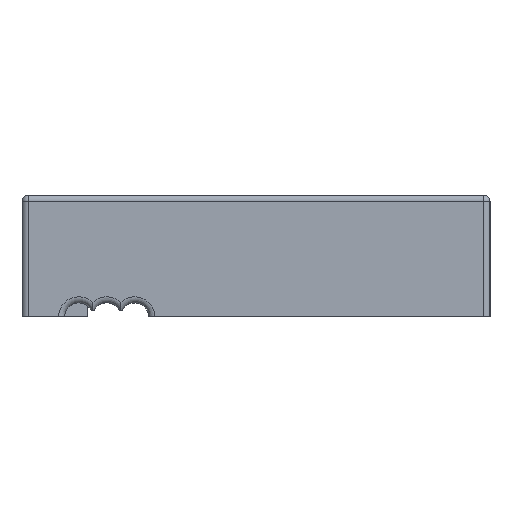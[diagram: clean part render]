
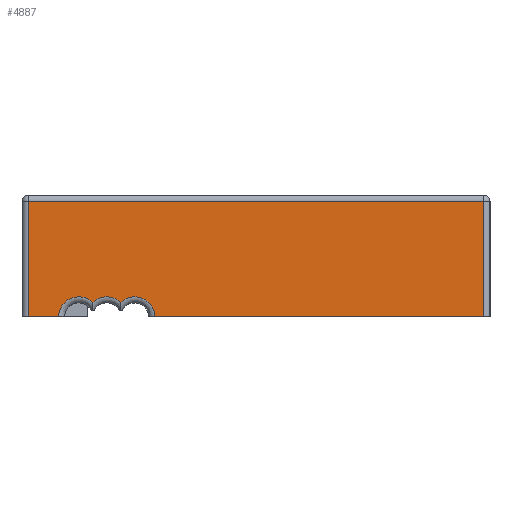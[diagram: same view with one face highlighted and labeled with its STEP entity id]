
A CAD part, left-side view. The second image highlights one B-rep face of the part: STEP entity #4887.
In plain terms, the highlighted planar face has unit normal (-1, 0, 0).
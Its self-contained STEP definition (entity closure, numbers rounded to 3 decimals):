
#3479 = EDGE_CURVE('',#3480,#3482,#3484,.T.);
#3480 = VERTEX_POINT('',#3481);
#3481 = CARTESIAN_POINT('',(-18.659,-35.265,
    -8.822));
#3482 = VERTEX_POINT('',#3483);
#3483 = CARTESIAN_POINT('',(-18.659,-8.265,
    -8.822));
#3484 = LINE('',#3485,#3486);
#3485 = CARTESIAN_POINT('',(-18.659,-35.765,
    -8.822));
#3486 = VECTOR('',#3487,1.);
#3487 = DIRECTION('',(0.,1.,0.));
#3956 = VERTEX_POINT('',#3957);
#3957 = CARTESIAN_POINT('',(-18.659,-0.365,
    -8.822));
#3964 = EDGE_CURVE('',#3956,#3965,#3967,.T.);
#3965 = VERTEX_POINT('',#3966);
#3966 = CARTESIAN_POINT('',(-18.659,2.135,
    -8.822));
#3967 = LINE('',#3968,#3969);
#3968 = CARTESIAN_POINT('',(-18.659,-35.765,
    -8.822));
#3969 = VECTOR('',#3970,1.);
#3970 = DIRECTION('',(0.,1.,0.));
#4887 = ADVANCED_FACE('',(#4888),#4939,.F.);
#4888 = FACE_BOUND('',#4889,.T.);
#4889 = EDGE_LOOP('',(#4890,#4901,#4908,#4909,#4917,#4925,#4931,#4932));
#4890 = ORIENTED_EDGE('',*,*,#4891,.T.);
#4891 = EDGE_CURVE('',#4892,#4894,#4896,.T.);
#4892 = VERTEX_POINT('',#4893);
#4893 = CARTESIAN_POINT('',(-18.659,-3.165,
    -7.639));
#4894 = VERTEX_POINT('',#4895);
#4895 = CARTESIAN_POINT('',(-18.659,-5.466,
    -7.64));
#4896 = CIRCLE('',#4897,1.65);
#4897 = AXIS2_PLACEMENT_3D('',#4898,#4899,#4900);
#4898 = CARTESIAN_POINT('',(-18.659,-4.315,
    -8.822));
#4899 = DIRECTION('',(1.,0.,-0.));
#4900 = DIRECTION('',(0.,1.,0.));
#4901 = ORIENTED_EDGE('',*,*,#4902,.T.);
#4902 = EDGE_CURVE('',#4894,#3482,#4903,.T.);
#4903 = CIRCLE('',#4904,1.65);
#4904 = AXIS2_PLACEMENT_3D('',#4905,#4906,#4907);
#4905 = CARTESIAN_POINT('',(-18.659,-6.615,
    -8.824));
#4906 = DIRECTION('',(1.,0.,-0.));
#4907 = DIRECTION('',(0.,1.,0.));
#4908 = ORIENTED_EDGE('',*,*,#3479,.F.);
#4909 = ORIENTED_EDGE('',*,*,#4910,.T.);
#4910 = EDGE_CURVE('',#3480,#4911,#4913,.T.);
#4911 = VERTEX_POINT('',#4912);
#4912 = CARTESIAN_POINT('',(-18.659,-35.265,
    0.678));
#4913 = LINE('',#4914,#4915);
#4914 = CARTESIAN_POINT('',(-18.659,-35.265,
    1.178));
#4915 = VECTOR('',#4916,1.);
#4916 = DIRECTION('',(0.,0.,1.));
#4917 = ORIENTED_EDGE('',*,*,#4918,.T.);
#4918 = EDGE_CURVE('',#4911,#4919,#4921,.T.);
#4919 = VERTEX_POINT('',#4920);
#4920 = CARTESIAN_POINT('',(-18.659,2.135,
    0.678));
#4921 = LINE('',#4922,#4923);
#4922 = CARTESIAN_POINT('',(-18.659,2.635,
    0.678));
#4923 = VECTOR('',#4924,1.);
#4924 = DIRECTION('',(0.,1.,0.));
#4925 = ORIENTED_EDGE('',*,*,#4926,.T.);
#4926 = EDGE_CURVE('',#4919,#3965,#4927,.T.);
#4927 = LINE('',#4928,#4929);
#4928 = CARTESIAN_POINT('',(-18.659,2.135,
    1.178));
#4929 = VECTOR('',#4930,1.);
#4930 = DIRECTION('',(-0.,0.,-1.));
#4931 = ORIENTED_EDGE('',*,*,#3964,.F.);
#4932 = ORIENTED_EDGE('',*,*,#4933,.T.);
#4933 = EDGE_CURVE('',#3956,#4892,#4934,.T.);
#4934 = CIRCLE('',#4935,1.65);
#4935 = AXIS2_PLACEMENT_3D('',#4936,#4937,#4938);
#4936 = CARTESIAN_POINT('',(-18.659,-2.015,
    -8.822));
#4937 = DIRECTION('',(1.,0.,-0.));
#4938 = DIRECTION('',(0.,1.,0.));
#4939 = PLANE('',#4940);
#4940 = AXIS2_PLACEMENT_3D('',#4941,#4942,#4943);
#4941 = CARTESIAN_POINT('',(-18.659,-35.765,
    1.178));
#4942 = DIRECTION('',(1.,0.,0.));
#4943 = DIRECTION('',(0.,1.,0.));
